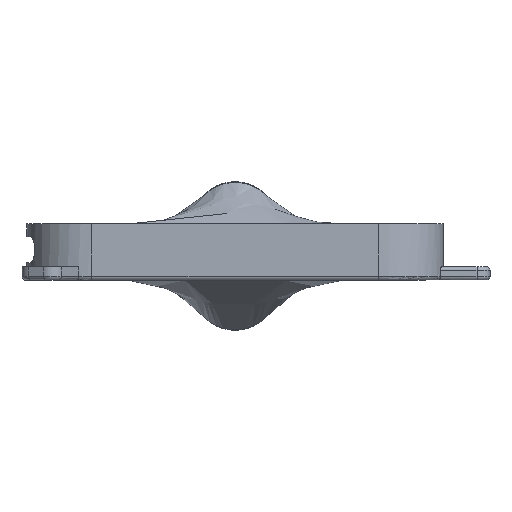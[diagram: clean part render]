
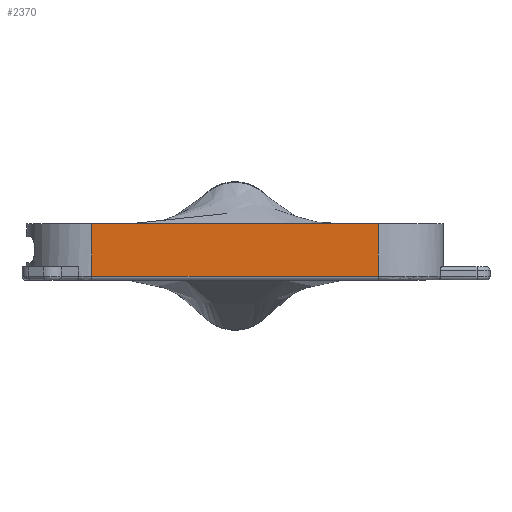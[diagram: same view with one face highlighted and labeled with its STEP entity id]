
A CAD part, top view. The second image highlights one B-rep face of the part: STEP entity #2370.
In plain terms, the highlighted planar face has unit normal (0, 0, 1).
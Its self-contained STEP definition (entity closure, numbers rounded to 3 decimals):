
#77 = CARTESIAN_POINT ( 'NONE',  ( -33.075, 10., 15.575 ) ) ;
#106 = VERTEX_POINT ( 'NONE', #6424 ) ;
#640 = DIRECTION ( 'NONE',  ( 0., 0., -1. ) ) ;
#711 = ORIENTED_EDGE ( 'NONE', *, *, #738, .F. ) ;
#738 = EDGE_CURVE ( 'NONE', #106, #1942, #780, .T. ) ;
#780 = LINE ( 'NONE', #2816, #4513 ) ;
#849 = DIRECTION ( 'NONE',  ( 1., 0., 0. ) ) ;
#853 = CARTESIAN_POINT ( 'NONE',  ( 33.075, 13., 15.575 ) ) ;
#1076 = VERTEX_POINT ( 'NONE', #3327 ) ;
#1324 = DIRECTION ( 'NONE',  ( 0., -1., 0. ) ) ;
#1505 = EDGE_CURVE ( 'NONE', #1942, #4679, #3919, .T. ) ;
#1507 = LINE ( 'NONE', #4944, #4425 ) ;
#1942 = VERTEX_POINT ( 'NONE', #853 ) ;
#2205 = DIRECTION ( 'NONE',  ( -1., 0., 0. ) ) ;
#2319 = DIRECTION ( 'NONE',  ( 1., 0., 0. ) ) ;
#2370 = ADVANCED_FACE ( 'NONE', ( #2998 ), #2537, .F. ) ;
#2390 = DIRECTION ( 'NONE',  ( 0., -1., 0. ) ) ;
#2537 = PLANE ( 'NONE',  #3877 ) ;
#2816 = CARTESIAN_POINT ( 'NONE',  ( -33.075, 13., 15.575 ) ) ;
#2863 = VECTOR ( 'NONE', #1324, 1000. ) ;
#2998 = FACE_OUTER_BOUND ( 'NONE', #4750, .T. ) ;
#3287 = CARTESIAN_POINT ( 'NONE',  ( 33.075, 10., 15.575 ) ) ;
#3327 = CARTESIAN_POINT ( 'NONE',  ( -33.075, 0.8, 15.575 ) ) ;
#3428 = EDGE_CURVE ( 'NONE', #1076, #4679, #1507, .T. ) ;
#3468 = CARTESIAN_POINT ( 'NONE',  ( 33.075, 0.8, 15.575 ) ) ;
#3522 = ORIENTED_EDGE ( 'NONE', *, *, #1505, .F. ) ;
#3877 = AXIS2_PLACEMENT_3D ( 'NONE', #5770, #640, #2205 ) ;
#3919 = LINE ( 'NONE', #3287, #4639 ) ;
#4251 = ORIENTED_EDGE ( 'NONE', *, *, #5857, .T. ) ;
#4425 = VECTOR ( 'NONE', #849, 1000. ) ;
#4513 = VECTOR ( 'NONE', #2319, 1000. ) ;
#4639 = VECTOR ( 'NONE', #2390, 1000. ) ;
#4647 = LINE ( 'NONE', #77, #2863 ) ;
#4679 = VERTEX_POINT ( 'NONE', #3468 ) ;
#4750 = EDGE_LOOP ( 'NONE', ( #4251, #5982, #3522, #711 ) ) ;
#4944 = CARTESIAN_POINT ( 'NONE',  ( 33.075, 0.8, 15.575 ) ) ;
#5770 = CARTESIAN_POINT ( 'NONE',  ( -33.075, 10., 15.575 ) ) ;
#5857 = EDGE_CURVE ( 'NONE', #106, #1076, #4647, .T. ) ;
#5982 = ORIENTED_EDGE ( 'NONE', *, *, #3428, .T. ) ;
#6424 = CARTESIAN_POINT ( 'NONE',  ( -33.075, 13., 15.575 ) ) ;
